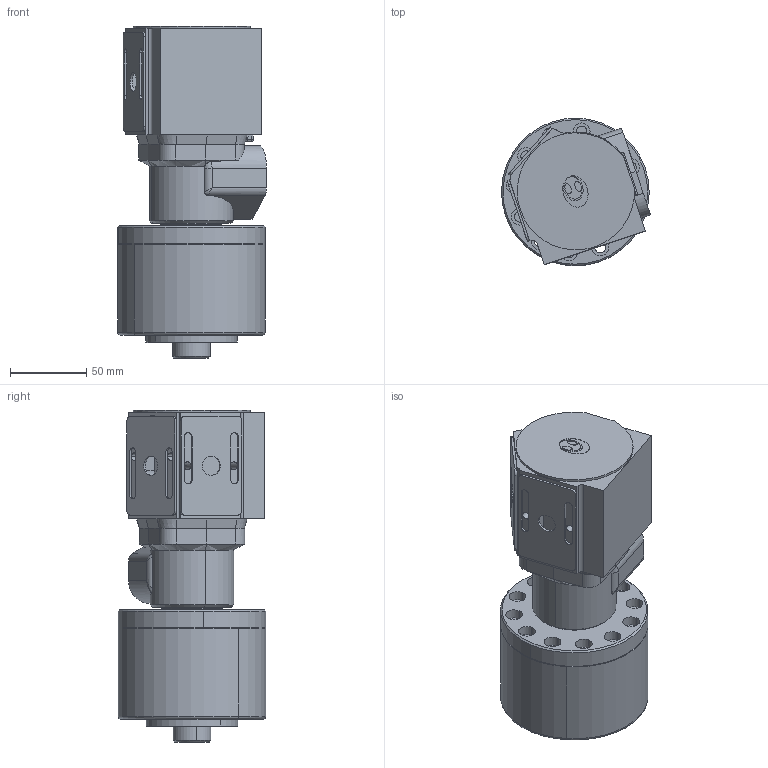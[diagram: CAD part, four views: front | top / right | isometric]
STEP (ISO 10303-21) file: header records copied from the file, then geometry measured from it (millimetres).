
FILE_DESCRIPTION (( 'STEP AP203' ), '1' );
FILE_NAME ('RS-6530N 外觀參考.STEP', '2016-04-28T09:02:32', ( 'temp' ), ( '' ), 'SwSTEP 2.0', 'SolidWorks 2015', '' );
FILE_SCHEMA (( 'CONFIG_CONTROL_DESIGN' ));
Length unit declared in the file: millimetre
Products named in the file (8): RK-100閥體(小); RK-6530N 缸體; RS-100行控盒; RS-65 活塞; RS-100感應器定位板; RS-6530N 外觀參考; RS-100蓋板; RS-65N 閥軸
Assembly tree (8 placements, depth 2):
  RS-6530N 外觀參考
    RK-100閥體(小)
    RS-100行控盒
    RS-100感應器定位板  x2
    RS-100蓋板
    RS-65N 閥軸
    RK-6530N 缸體
    RS-65 活塞
Bounding box: 97.83 x 96.99 x 218.1 mm (x, y, z)
Volume: 970013.6 mm3; surface area: 179031.5 mm2
Topology: 8 solids, 8 shells, 392 faces, 932 edges, 587 vertices
Faces by surface type: cylinder 188, plane 129, cone 48, bspline 21, torus 4, sphere 2
Entity records: 12426 total; most frequent: CARTESIAN_POINT 2896, DIRECTION 1912, ORIENTED_EDGE 1702, EDGE_CURVE 851, AXIS2_PLACEMENT_3D 759, VERTEX_POINT 547, EDGE_LOOP 470, CIRCLE 399
